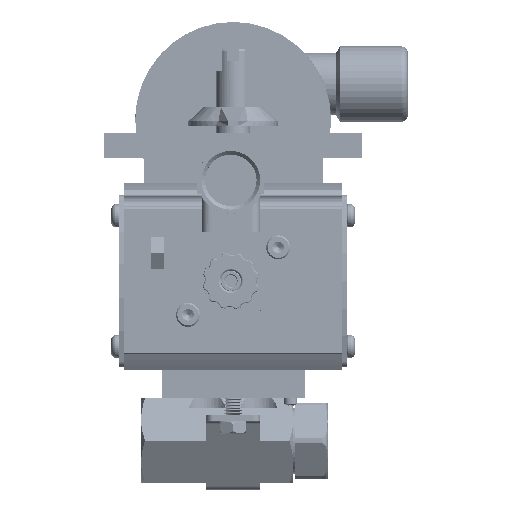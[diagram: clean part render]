
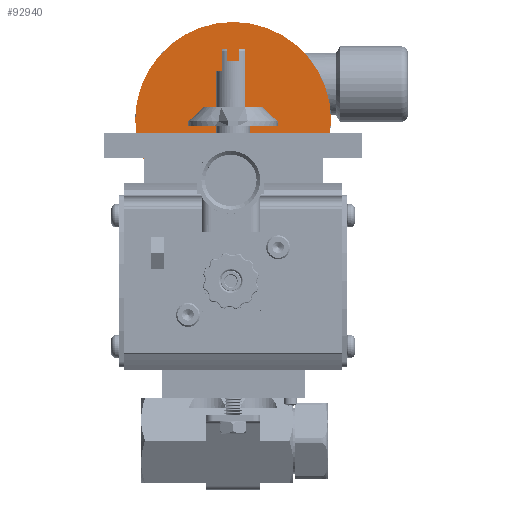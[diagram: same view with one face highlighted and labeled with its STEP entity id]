
A CAD part, top view. The second image highlights one B-rep face of the part: STEP entity #92940.
In plain terms, the highlighted planar face has unit normal (0, 0, 1).
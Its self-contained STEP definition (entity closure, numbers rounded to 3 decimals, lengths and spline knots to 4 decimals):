
#1169 = CIRCLE ( 'NONE', #77936, 0.2478 ) ;
#1488 = ORIENTED_EDGE ( 'NONE', *, *, #181959, .F. ) ;
#1580 = EDGE_CURVE ( 'NONE', #16169, #39629, #84723, .T. ) ;
#2715 = DIRECTION ( 'NONE',  ( 0., 0., 1. ) ) ;
#4722 = AXIS2_PLACEMENT_3D ( 'NONE', #35694, #38665, #158633 ) ;
#7867 = VERTEX_POINT ( 'NONE', #11593 ) ;
#11045 = CIRCLE ( 'NONE', #66254, 0.2478 ) ;
#11593 = CARTESIAN_POINT ( 'NONE',  ( 0.0958, 3.9545, -1.29 ) ) ;
#13911 = CARTESIAN_POINT ( 'NONE',  ( -0.3435, 3.9545, -1.29 ) ) ;
#14180 = CIRCLE ( 'NONE', #124563, 1.3675 ) ;
#16169 = VERTEX_POINT ( 'NONE', #218281 ) ;
#18461 = EDGE_LOOP ( 'NONE', ( #1488, #80740 ) ) ;
#20923 = FACE_BOUND ( 'NONE', #18461, .T. ) ;
#27446 = EDGE_LOOP ( 'NONE', ( #107197, #123474 ) ) ;
#31169 = DIRECTION ( 'NONE',  ( 1., 0., 0. ) ) ;
#35694 = CARTESIAN_POINT ( 'NONE',  ( 0.0005, 4.4845, -1.29 ) ) ;
#38665 = DIRECTION ( 'NONE',  ( 0., 0., -1. ) ) ;
#39629 = VERTEX_POINT ( 'NONE', #63762 ) ;
#39929 = AXIS2_PLACEMENT_3D ( 'NONE', #194839, #91991, #212020 ) ;
#43748 = CARTESIAN_POINT ( 'NONE',  ( -0.0957, 3.9545, -1.29 ) ) ;
#44219 = CARTESIAN_POINT ( 'NONE',  ( 0.5913, 3.9545, -1.29 ) ) ;
#55710 = DIRECTION ( 'NONE',  ( 0., 0., -1. ) ) ;
#55768 = FACE_BOUND ( 'NONE', #166268, .T. ) ;
#57791 = DIRECTION ( 'NONE',  ( 0., 0., -1. ) ) ;
#63733 = AXIS2_PLACEMENT_3D ( 'NONE', #160555, #57791, #177894 ) ;
#63762 = CARTESIAN_POINT ( 'NONE',  ( 1.368, 4.4845, -1.29 ) ) ;
#66254 = AXIS2_PLACEMENT_3D ( 'NONE', #13911, #133904, #31169 ) ;
#74323 = CARTESIAN_POINT ( 'NONE',  ( -0.5912, 3.9545, -1.29 ) ) ;
#75818 = ORIENTED_EDGE ( 'NONE', *, *, #129697, .F. ) ;
#77936 = AXIS2_PLACEMENT_3D ( 'NONE', #191003, #88179, #208196 ) ;
#80740 = ORIENTED_EDGE ( 'NONE', *, *, #173710, .F. ) ;
#84723 = CIRCLE ( 'NONE', #63733, 1.3675 ) ;
#88179 = DIRECTION ( 'NONE',  ( 0., 0., 1. ) ) ;
#91991 = DIRECTION ( 'NONE',  ( 0., 0., 1. ) ) ;
#92940 = ADVANCED_FACE ( 'NONE', ( #101421, #55768, #20923 ), #141414, .F. ) ;
#101421 = FACE_OUTER_BOUND ( 'NONE', #27446, .T. ) ;
#105484 = CARTESIAN_POINT ( 'NONE',  ( 0.3435, 3.9545, -1.29 ) ) ;
#107197 = ORIENTED_EDGE ( 'NONE', *, *, #1580, .F. ) ;
#116998 = CIRCLE ( 'NONE', #214253, 0.2478 ) ;
#122727 = DIRECTION ( 'NONE',  ( 1., 0., 0. ) ) ;
#123474 = ORIENTED_EDGE ( 'NONE', *, *, #147350, .F. ) ;
#124563 = AXIS2_PLACEMENT_3D ( 'NONE', #158452, #55710, #175808 ) ;
#129697 = EDGE_CURVE ( 'NONE', #7867, #210650, #116998, .T. ) ;
#133904 = DIRECTION ( 'NONE',  ( 0., 0., 1. ) ) ;
#141414 = PLANE ( 'NONE',  #4722 ) ;
#147350 = EDGE_CURVE ( 'NONE', #39629, #16169, #14180, .T. ) ;
#150695 = VERTEX_POINT ( 'NONE', #43748 ) ;
#153044 = EDGE_CURVE ( 'NONE', #210650, #7867, #1169, .T. ) ;
#158452 = CARTESIAN_POINT ( 'NONE',  ( 0.0005, 4.4845, -1.29 ) ) ;
#158633 = DIRECTION ( 'NONE',  ( 1., 0., 0. ) ) ;
#160555 = CARTESIAN_POINT ( 'NONE',  ( 0.0005, 4.4845, -1.29 ) ) ;
#166268 = EDGE_LOOP ( 'NONE', ( #176443, #75818 ) ) ;
#173710 = EDGE_CURVE ( 'NONE', #219820, #150695, #11045, .T. ) ;
#175808 = DIRECTION ( 'NONE',  ( 1., 0., 0. ) ) ;
#176443 = ORIENTED_EDGE ( 'NONE', *, *, #153044, .F. ) ;
#177894 = DIRECTION ( 'NONE',  ( 1., 0., 0. ) ) ;
#181959 = EDGE_CURVE ( 'NONE', #150695, #219820, #221523, .T. ) ;
#191003 = CARTESIAN_POINT ( 'NONE',  ( 0.3435, 3.9545, -1.29 ) ) ;
#194839 = CARTESIAN_POINT ( 'NONE',  ( -0.3435, 3.9545, -1.29 ) ) ;
#208196 = DIRECTION ( 'NONE',  ( 1., 0., 0. ) ) ;
#210650 = VERTEX_POINT ( 'NONE', #44219 ) ;
#212020 = DIRECTION ( 'NONE',  ( 1., 0., 0. ) ) ;
#214253 = AXIS2_PLACEMENT_3D ( 'NONE', #105484, #2715, #122727 ) ;
#218281 = CARTESIAN_POINT ( 'NONE',  ( -1.367, 4.4845, -1.29 ) ) ;
#219820 = VERTEX_POINT ( 'NONE', #74323 ) ;
#221523 = CIRCLE ( 'NONE', #39929, 0.2478 ) ;
